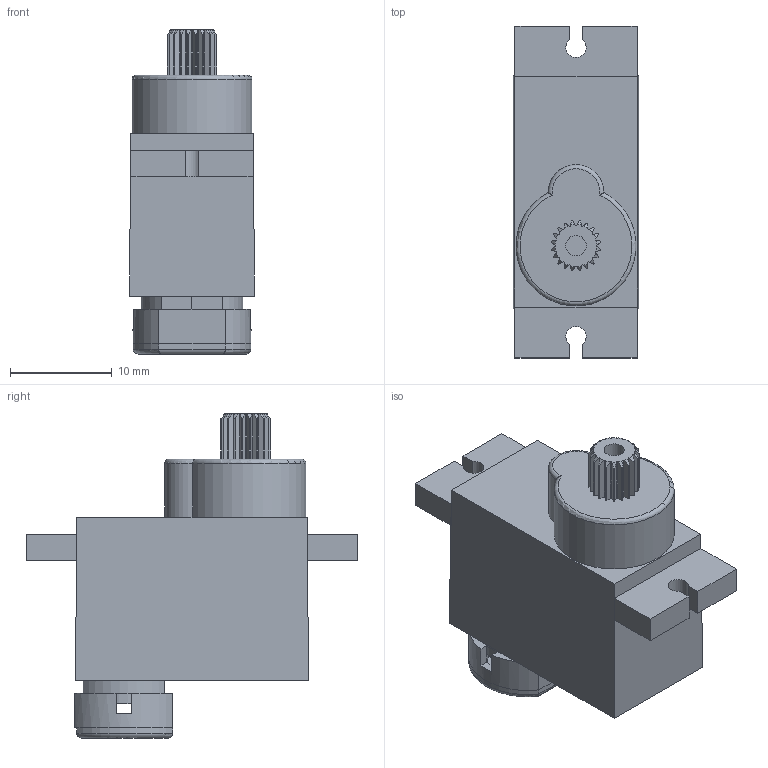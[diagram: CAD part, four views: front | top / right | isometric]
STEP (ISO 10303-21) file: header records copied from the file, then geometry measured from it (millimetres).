
FILE_DESCRIPTION(('FreeCAD Model'),'2;1');
FILE_NAME('Open CASCADE Shape Model','2023-08-23T16:22:38',(''),(''), 'Open CASCADE STEP processor 7.5','FreeCAD','Unknown');
FILE_SCHEMA(('AUTOMOTIVE_DESIGN { 1 0 10303 214 1 1 1 1 }'));
Length unit declared in the file: millimetre
Products named in the file (6): CompleteRobot; Part011; Body073; Body074; Body003; Body072
Assembly tree (5 placements, depth 3):
  CompleteRobot
    Part011
      Body073
      Body074
    Body003
    Body072
Bounding box: 12.3 x 32.6 x 31.85 mm (x, y, z)
Volume: 3511.6 mm3; surface area: 4438.4 mm2
Topology: 4 solids, 4 shells, 265 faces, 733 edges, 479 vertices
Faces by surface type: plane 199, cylinder 32, cone 20, bspline 10, torus 4
Full cylindrical faces by diameter (mm): 1 x2, 2 x1, 3 x1, 4 x1
Entity records: 19381 total; most frequent: CARTESIAN_POINT 4683, DIRECTION 2695, LINE 1712, VECTOR 1712, ORIENTED_EDGE 1466, PCURVE 1466, DEFINITIONAL_REPRESENTATION 1466, EDGE_CURVE 733
